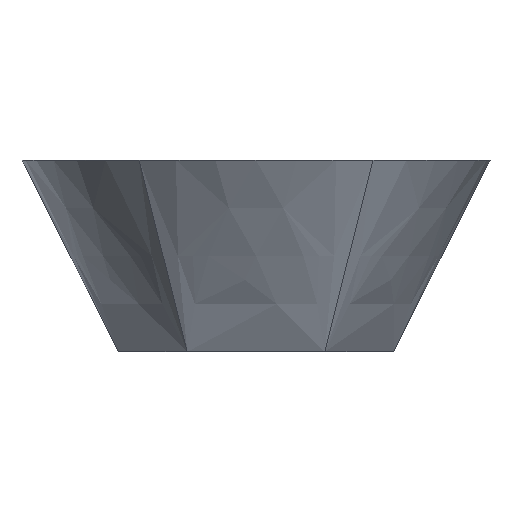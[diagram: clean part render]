
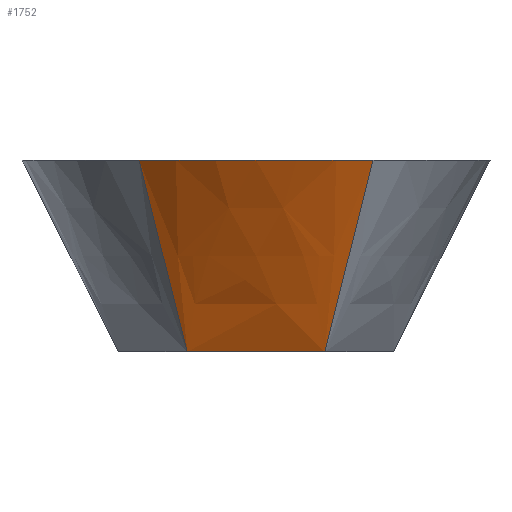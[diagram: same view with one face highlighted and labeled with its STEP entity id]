
A CAD part, front view. The second image highlights one B-rep face of the part: STEP entity #1752.
In plain terms, the highlighted free-form (B-spline) face has degree [8, 1] with [9, 2] control points.
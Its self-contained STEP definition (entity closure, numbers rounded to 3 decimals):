
#295 = PLANE('',#296);
#296 = AXIS2_PLACEMENT_3D('',#297,#298,#299);
#297 = CARTESIAN_POINT('',(0.,0.,0.));
#298 = DIRECTION('',(0.,0.,1.));
#299 = DIRECTION('',(1.,0.,0.));
#840 = VERTEX_POINT('',#841);
#841 = CARTESIAN_POINT('',(17.925,-31.047,0.));
#855 = B_SPLINE_SURFACE_WITH_KNOTS('',8,1,(
    (#856,#857)
    ,(#858,#859)
    ,(#860,#861)
    ,(#862,#863)
    ,(#864,#865)
    ,(#866,#867)
    ,(#868,#869)
    ,(#870,#871)
    ,(#872,#873
    )),.UNSPECIFIED.,.F.,.F.,.F.,(9,9),(2,2),(0.,35.85),(0.,1.),
  .PIECEWISE_BEZIER_KNOTS.);
#856 = CARTESIAN_POINT('',(35.85,0.,0.));
#857 = CARTESIAN_POINT('',(61.,0.,50.));
#858 = CARTESIAN_POINT('',(33.609,-3.881,0.));
#859 = CARTESIAN_POINT('',(61.,-7.985,50.));
#860 = CARTESIAN_POINT('',(31.369,-7.762,0.));
#861 = CARTESIAN_POINT('',(59.805,-15.97,50.));
#862 = CARTESIAN_POINT('',(29.128,-11.643,0.));
#863 = CARTESIAN_POINT('',(57.416,-23.746,50.));
#864 = CARTESIAN_POINT('',(26.888,-15.524,0.));
#865 = CARTESIAN_POINT('',(53.876,-31.106,50.));
#866 = CARTESIAN_POINT('',(24.647,-19.404,0.));
#867 = CARTESIAN_POINT('',(49.273,-37.851,50.));
#868 = CARTESIAN_POINT('',(22.406,-23.285,0.));
#869 = CARTESIAN_POINT('',(43.733,-43.808,50.));
#870 = CARTESIAN_POINT('',(20.166,-27.166,0.));
#871 = CARTESIAN_POINT('',(37.415,-48.835,50.));
#872 = CARTESIAN_POINT('',(17.925,-31.047,0.));
#873 = CARTESIAN_POINT('',(30.5,-52.828,50.));
#881 = EDGE_CURVE('',#840,#882,#884,.T.);
#882 = VERTEX_POINT('',#883);
#883 = CARTESIAN_POINT('',(-17.925,-31.047,0.));
#884 = SURFACE_CURVE('',#885,(#889,#896),.PCURVE_S1.);
#885 = LINE('',#886,#887);
#886 = CARTESIAN_POINT('',(17.925,-31.047,0.));
#887 = VECTOR('',#888,1.);
#888 = DIRECTION('',(-1.,0.,0.));
#889 = PCURVE('',#295,#890);
#890 = DEFINITIONAL_REPRESENTATION('',(#891),#895);
#891 = LINE('',#892,#893);
#892 = CARTESIAN_POINT('',(17.925,-31.047));
#893 = VECTOR('',#894,1.);
#894 = DIRECTION('',(-1.,0.));
#895 = ( GEOMETRIC_REPRESENTATION_CONTEXT(2) 
PARAMETRIC_REPRESENTATION_CONTEXT() REPRESENTATION_CONTEXT('2D SPACE',''
  ) );
#896 = PCURVE('',#897,#916);
#897 = B_SPLINE_SURFACE_WITH_KNOTS('',8,1,(
    (#898,#899)
    ,(#900,#901)
    ,(#902,#903)
    ,(#904,#905)
    ,(#906,#907)
    ,(#908,#909)
    ,(#910,#911)
    ,(#912,#913)
    ,(#914,#915
    )),.UNSPECIFIED.,.F.,.F.,.F.,(9,9),(2,2),(0.,35.85),(0.,1.),
  .PIECEWISE_BEZIER_KNOTS.);
#898 = CARTESIAN_POINT('',(17.925,-31.047,0.));
#899 = CARTESIAN_POINT('',(30.5,-52.828,50.));
#900 = CARTESIAN_POINT('',(13.444,-31.047,0.));
#901 = CARTESIAN_POINT('',(23.585,-56.82,50.));
#902 = CARTESIAN_POINT('',(8.963,-31.047,0.));
#903 = CARTESIAN_POINT('',(16.073,-59.778,
    50.));
#904 = CARTESIAN_POINT('',(4.481,-31.047,0.));
#905 = CARTESIAN_POINT('',(8.143,-61.597,
    50.));
#906 = CARTESIAN_POINT('',(0.,-31.047,0.));
#907 = CARTESIAN_POINT('',(0.,-62.211,
    50.));
#908 = CARTESIAN_POINT('',(-4.481,-31.047,0.));
#909 = CARTESIAN_POINT('',(-8.143,-61.597,
    50.));
#910 = CARTESIAN_POINT('',(-8.963,-31.047,0.));
#911 = CARTESIAN_POINT('',(-16.073,-59.778,
    50.));
#912 = CARTESIAN_POINT('',(-13.444,-31.047,0.));
#913 = CARTESIAN_POINT('',(-23.585,-56.82,50.));
#914 = CARTESIAN_POINT('',(-17.925,-31.047,0.));
#915 = CARTESIAN_POINT('',(-30.5,-52.828,50.));
#916 = DEFINITIONAL_REPRESENTATION('',(#917),#921);
#917 = LINE('',#918,#919);
#918 = CARTESIAN_POINT('',(0.,0.));
#919 = VECTOR('',#920,1.);
#920 = DIRECTION('',(1.,0.));
#921 = ( GEOMETRIC_REPRESENTATION_CONTEXT(2) 
PARAMETRIC_REPRESENTATION_CONTEXT() REPRESENTATION_CONTEXT('2D SPACE',''
  ) );
#939 = B_SPLINE_SURFACE_WITH_KNOTS('',8,1,(
    (#940,#941)
    ,(#942,#943)
    ,(#944,#945)
    ,(#946,#947)
    ,(#948,#949)
    ,(#950,#951)
    ,(#952,#953)
    ,(#954,#955)
    ,(#956,#957
    )),.UNSPECIFIED.,.F.,.F.,.F.,(9,9),(2,2),(0.,35.85),(0.,1.),
  .PIECEWISE_BEZIER_KNOTS.);
#940 = CARTESIAN_POINT('',(-17.925,-31.047,0.));
#941 = CARTESIAN_POINT('',(-30.5,-52.828,50.));
#942 = CARTESIAN_POINT('',(-20.166,-27.166,0.));
#943 = CARTESIAN_POINT('',(-37.415,-48.835,
    50.));
#944 = CARTESIAN_POINT('',(-22.406,-23.285,0.));
#945 = CARTESIAN_POINT('',(-43.733,-43.808,
    50.));
#946 = CARTESIAN_POINT('',(-24.647,-19.404,0.));
#947 = CARTESIAN_POINT('',(-49.273,-37.851,50.
    ));
#948 = CARTESIAN_POINT('',(-26.888,-15.524,0.));
#949 = CARTESIAN_POINT('',(-53.876,-31.106,
    50.));
#950 = CARTESIAN_POINT('',(-29.128,-11.643,0.));
#951 = CARTESIAN_POINT('',(-57.416,-23.746,
    50.));
#952 = CARTESIAN_POINT('',(-31.369,-7.762,0.));
#953 = CARTESIAN_POINT('',(-59.805,-15.97,
    50.));
#954 = CARTESIAN_POINT('',(-33.609,-3.881,0.));
#955 = CARTESIAN_POINT('',(-61.,-7.985,50.));
#956 = CARTESIAN_POINT('',(-35.85,0.,0.));
#957 = CARTESIAN_POINT('',(-61.,0.,50.));
#1683 = EDGE_CURVE('',#840,#1684,#1686,.T.);
#1684 = VERTEX_POINT('',#1685);
#1685 = CARTESIAN_POINT('',(30.5,-52.828,50.));
#1686 = SURFACE_CURVE('',#1687,(#1690,#1697),.PCURVE_S1.);
#1687 = B_SPLINE_CURVE_WITH_KNOTS('',1,(#1688,#1689),.UNSPECIFIED.,.F.,
  .F.,(2,2),(0.,1.),.PIECEWISE_BEZIER_KNOTS.);
#1688 = CARTESIAN_POINT('',(17.925,-31.047,0.));
#1689 = CARTESIAN_POINT('',(30.5,-52.828,50.));
#1690 = PCURVE('',#855,#1691);
#1691 = DEFINITIONAL_REPRESENTATION('',(#1692),#1696);
#1692 = LINE('',#1693,#1694);
#1693 = CARTESIAN_POINT('',(35.85,0.));
#1694 = VECTOR('',#1695,1.);
#1695 = DIRECTION('',(0.,1.));
#1696 = ( GEOMETRIC_REPRESENTATION_CONTEXT(2) 
PARAMETRIC_REPRESENTATION_CONTEXT() REPRESENTATION_CONTEXT('2D SPACE',''
  ) );
#1697 = PCURVE('',#897,#1698);
#1698 = DEFINITIONAL_REPRESENTATION('',(#1699),#1703);
#1699 = LINE('',#1700,#1701);
#1700 = CARTESIAN_POINT('',(0.,0.));
#1701 = VECTOR('',#1702,1.);
#1702 = DIRECTION('',(0.,1.));
#1703 = ( GEOMETRIC_REPRESENTATION_CONTEXT(2) 
PARAMETRIC_REPRESENTATION_CONTEXT() REPRESENTATION_CONTEXT('2D SPACE',''
  ) );
#1721 = PLANE('',#1722);
#1722 = AXIS2_PLACEMENT_3D('',#1723,#1724,#1725);
#1723 = CARTESIAN_POINT('',(0.,0.,50.)
  );
#1724 = DIRECTION('',(-0.,-0.,-1.));
#1725 = DIRECTION('',(-1.,0.,0.));
#1752 = ADVANCED_FACE('',(#1753),#897,.F.);
#1753 = FACE_BOUND('',#1754,.F.);
#1754 = EDGE_LOOP('',(#1755,#1756,#1778,#1799));
#1755 = ORIENTED_EDGE('',*,*,#881,.T.);
#1756 = ORIENTED_EDGE('',*,*,#1757,.T.);
#1757 = EDGE_CURVE('',#882,#1758,#1760,.T.);
#1758 = VERTEX_POINT('',#1759);
#1759 = CARTESIAN_POINT('',(-30.5,-52.828,50.));
#1760 = SURFACE_CURVE('',#1761,(#1764,#1771),.PCURVE_S1.);
#1761 = B_SPLINE_CURVE_WITH_KNOTS('',1,(#1762,#1763),.UNSPECIFIED.,.F.,
  .F.,(2,2),(0.,1.),.PIECEWISE_BEZIER_KNOTS.);
#1762 = CARTESIAN_POINT('',(-17.925,-31.047,0.));
#1763 = CARTESIAN_POINT('',(-30.5,-52.828,50.));
#1764 = PCURVE('',#897,#1765);
#1765 = DEFINITIONAL_REPRESENTATION('',(#1766),#1770);
#1766 = LINE('',#1767,#1768);
#1767 = CARTESIAN_POINT('',(35.85,0.));
#1768 = VECTOR('',#1769,1.);
#1769 = DIRECTION('',(0.,1.));
#1770 = ( GEOMETRIC_REPRESENTATION_CONTEXT(2) 
PARAMETRIC_REPRESENTATION_CONTEXT() REPRESENTATION_CONTEXT('2D SPACE',''
  ) );
#1771 = PCURVE('',#939,#1772);
#1772 = DEFINITIONAL_REPRESENTATION('',(#1773),#1777);
#1773 = LINE('',#1774,#1775);
#1774 = CARTESIAN_POINT('',(0.,0.));
#1775 = VECTOR('',#1776,1.);
#1776 = DIRECTION('',(0.,1.));
#1777 = ( GEOMETRIC_REPRESENTATION_CONTEXT(2) 
PARAMETRIC_REPRESENTATION_CONTEXT() REPRESENTATION_CONTEXT('2D SPACE',''
  ) );
#1778 = ORIENTED_EDGE('',*,*,#1779,.F.);
#1779 = EDGE_CURVE('',#1684,#1758,#1780,.T.);
#1780 = SURFACE_CURVE('',#1781,(#1786,#1792),.PCURVE_S1.);
#1781 = CIRCLE('',#1782,61.);
#1782 = AXIS2_PLACEMENT_3D('',#1783,#1784,#1785);
#1783 = CARTESIAN_POINT('',(0.,0.,50.));
#1784 = DIRECTION('',(0.,0.,-1.));
#1785 = DIRECTION('',(1.,0.,0.));
#1786 = PCURVE('',#897,#1787);
#1787 = DEFINITIONAL_REPRESENTATION('',(#1788),#1791);
#1788 = B_SPLINE_CURVE_WITH_KNOTS('',1,(#1789,#1790),.UNSPECIFIED.,.F.,
  .F.,(2,2),(1.047,2.094),.PIECEWISE_BEZIER_KNOTS.);
#1789 = CARTESIAN_POINT('',(0.,1.));
#1790 = CARTESIAN_POINT('',(35.85,1.));
#1791 = ( GEOMETRIC_REPRESENTATION_CONTEXT(2) 
PARAMETRIC_REPRESENTATION_CONTEXT() REPRESENTATION_CONTEXT('2D SPACE',''
  ) );
#1792 = PCURVE('',#1721,#1793);
#1793 = DEFINITIONAL_REPRESENTATION('',(#1794),#1798);
#1794 = CIRCLE('',#1795,61.);
#1795 = AXIS2_PLACEMENT_2D('',#1796,#1797);
#1796 = CARTESIAN_POINT('',(0.,0.));
#1797 = DIRECTION('',(-1.,0.));
#1798 = ( GEOMETRIC_REPRESENTATION_CONTEXT(2) 
PARAMETRIC_REPRESENTATION_CONTEXT() REPRESENTATION_CONTEXT('2D SPACE',''
  ) );
#1799 = ORIENTED_EDGE('',*,*,#1683,.F.);
